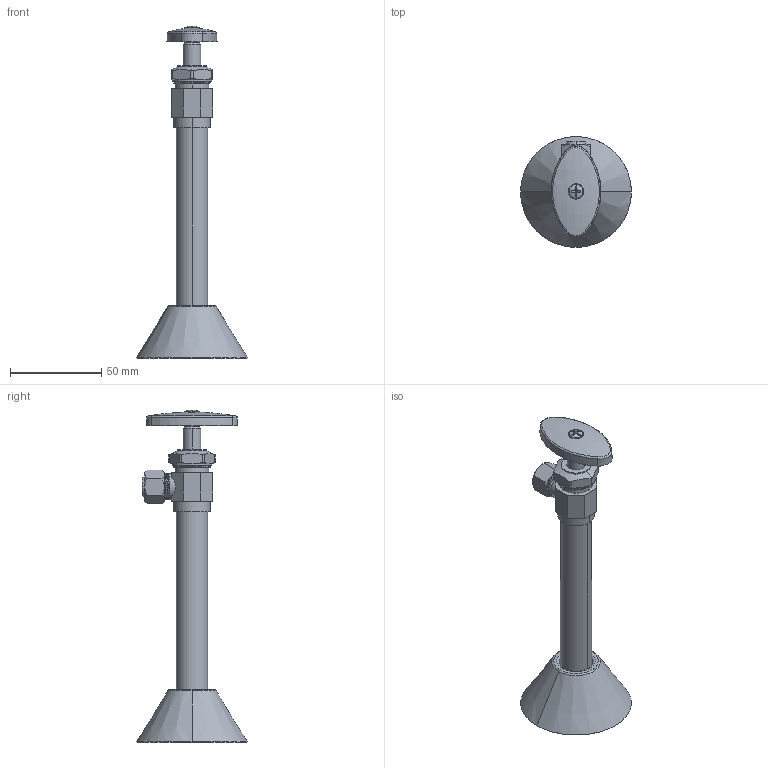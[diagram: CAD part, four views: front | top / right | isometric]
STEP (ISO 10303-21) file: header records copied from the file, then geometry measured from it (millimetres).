
FILE_DESCRIPTION((''),'2;1');
FILE_NAME('416','2021-06-15T15:02:11',('NSantos'),(''),'CREO PARAMETRIC BY PTC INC, 2018500','CREO PARAMETRIC BY PTC INC, 2018500','');
FILE_SCHEMA(('CONFIG_CONTROL_DESIGN'));
Length unit declared in the file: inch
Products named in the file (1): 416
Bounding box: 60.96 x 60.96 x 182.31 mm (x, y, z)
Volume: 38237.5 mm3; surface area: 59357.4 mm2
Topology: 3 solids, 10 shells, 702 faces, 1974 edges, 1252 vertices
Faces by surface type: plane 240, cylinder 214, cone 128, bspline 98, torus 17, sphere 4, extrusion 1
Entity records: 38725 total; most frequent: CARTESIAN_POINT 22290, ORIENTED_EDGE 3783, DIRECTION 2803, EDGE_CURVE 1966, VERTEX_POINT 1252, AXIS2_PLACEMENT_3D 1072, B_SPLINE_CURVE_WITH_KNOTS 841, EDGE_LOOP 738
